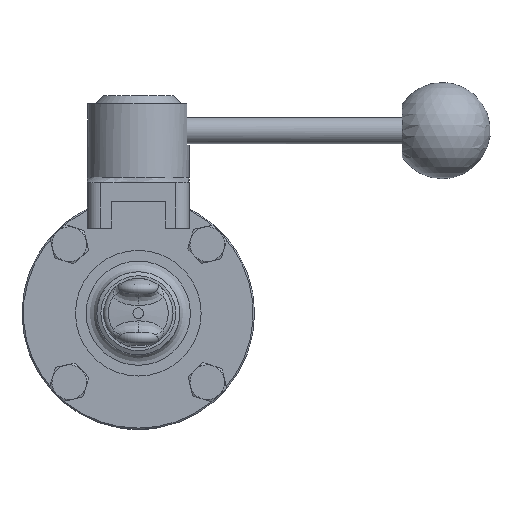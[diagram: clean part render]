
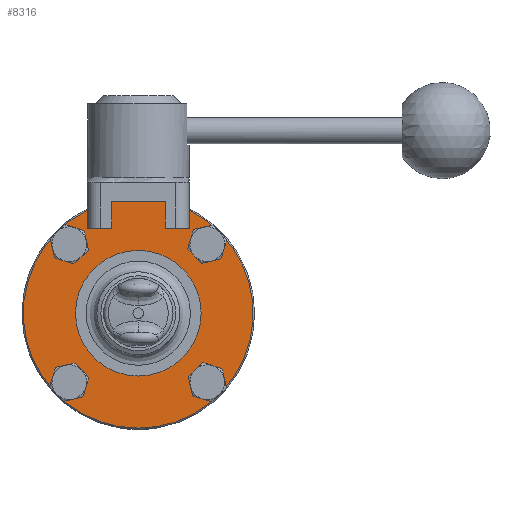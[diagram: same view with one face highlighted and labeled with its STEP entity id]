
A CAD part, left-side view. The second image highlights one B-rep face of the part: STEP entity #8316.
In plain terms, the highlighted planar face has unit normal (-1, 0, 0).
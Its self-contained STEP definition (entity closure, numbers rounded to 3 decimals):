
#698=CARTESIAN_POINT('',(-10.,-19.0,38.575));
#699=VERTEX_POINT('',#698);
#700=CARTESIAN_POINT('',(-10.,-10.088,41.8));
#701=VERTEX_POINT('',#700);
#1036=CARTESIAN_POINT('',(-10.,10.,41.8));
#1037=VERTEX_POINT('',#1036);
#1046=CARTESIAN_POINT('',(-10.,10.088,41.8));
#1047=VERTEX_POINT('',#1046);
#1048=CARTESIAN_POINT('',(-10.,10.088,41.8));
#1049=DIRECTION('',(0.0,-1.0,0.0));
#1050=VECTOR('',#1049,0.088);
#1051=LINE('',#1048,#1050);
#1052=EDGE_CURVE('',#1047,#1037,#1051,.T.);
#1136=CARTESIAN_POINT('',(-10.,-10.,41.8));
#1137=VERTEX_POINT('',#1136);
#1138=CARTESIAN_POINT('',(-10.,-10.,41.8));
#1139=DIRECTION('',(0.0,-1.0,0.0));
#1140=VECTOR('',#1139,0.088);
#1141=LINE('',#1138,#1140);
#1142=EDGE_CURVE('',#1137,#701,#1141,.T.);
#1317=CARTESIAN_POINT('',(-10.,-10.,31.8));
#1318=VERTEX_POINT('',#1317);
#1319=CARTESIAN_POINT('',(-10.,-10.,31.8));
#1320=DIRECTION('',(0.0,0.0,1.0));
#1321=VECTOR('',#1320,10.);
#1322=LINE('',#1319,#1321);
#1323=EDGE_CURVE('',#1318,#1137,#1322,.T.);
#1349=CARTESIAN_POINT('',(-10.0,10.0,31.8));
#1350=VERTEX_POINT('',#1349);
#1351=CARTESIAN_POINT('',(-10.,10.,41.8));
#1352=DIRECTION('',(0.0,0.0,-1.0));
#1353=VECTOR('',#1352,10.);
#1354=LINE('',#1351,#1353);
#1355=EDGE_CURVE('',#1037,#1350,#1354,.T.);
#1535=CARTESIAN_POINT('',(-10.,19.,38.575));
#1536=VERTEX_POINT('',#1535);
#1578=CARTESIAN_POINT('',(-10.,19.0,31.8));
#1579=VERTEX_POINT('',#1578);
#1586=CARTESIAN_POINT('',(-10.0,10.0,31.8));
#1587=DIRECTION('',(0.0,1.0,0.0));
#1588=VECTOR('',#1587,9.0);
#1589=LINE('',#1586,#1588);
#1590=EDGE_CURVE('',#1350,#1579,#1589,.T.);
#1634=CARTESIAN_POINT('',(-10.,19.0,31.8));
#1635=DIRECTION('',(0.0,0.0,1.0));
#1636=VECTOR('',#1635,6.775);
#1637=LINE('',#1634,#1636);
#1638=EDGE_CURVE('',#1579,#1536,#1637,.T.);
#1681=CARTESIAN_POINT('',(-10.,-19.0,31.8));
#1682=VERTEX_POINT('',#1681);
#1683=CARTESIAN_POINT('',(-10.,-19.0,31.8));
#1684=DIRECTION('',(0.0,1.0,0.0));
#1685=VECTOR('',#1684,9.);
#1686=LINE('',#1683,#1685);
#1687=EDGE_CURVE('',#1682,#1318,#1686,.T.);
#2224=CARTESIAN_POINT('',(-10.,-19.0,38.575));
#2225=DIRECTION('',(0.0,0.0,-1.0));
#2226=VECTOR('',#2225,6.775);
#2227=LINE('',#2224,#2226);
#2228=EDGE_CURVE('',#699,#1682,#2227,.T.);
#6948=CARTESIAN_POINT('',(-10.,27.483,-31.258));
#6949=VERTEX_POINT('',#6948);
#6950=CARTESIAN_POINT('',(-10.0,25.809,-25.809));
#6951=DIRECTION('',(1.0,0.0,0.0));
#6952=DIRECTION('',(0.0,0.294,-0.956));
#6953=AXIS2_PLACEMENT_3D('',#6950,#6951,#6952);
#6954=CIRCLE('',#6953,5.7);
#6955=EDGE_CURVE('',#6949,#6949,#6954,.T.);
#7808=CARTESIAN_POINT('',(-10.,-27.483,31.258));
#7809=VERTEX_POINT('',#7808);
#7810=CARTESIAN_POINT('',(-10.0,-25.809,25.809));
#7811=DIRECTION('',(1.0,0.0,0.0));
#7812=DIRECTION('',(0.0,-0.294,0.956));
#7813=AXIS2_PLACEMENT_3D('',#7810,#7811,#7812);
#7814=CIRCLE('',#7813,5.7);
#7815=EDGE_CURVE('',#7809,#7809,#7814,.T.);
#8230=CARTESIAN_POINT('',(-10.0,0.0,0.));
#8231=DIRECTION('',(-1.0,0.0,0.0));
#8232=DIRECTION('',(0.0,0.0,-1.0));
#8233=AXIS2_PLACEMENT_3D('',#8230,#8231,#8232);
#8234=CIRCLE('',#8233,43.);
#8235=EDGE_CURVE('',#1536,#699,#8234,.T.);
#8238=CARTESIAN_POINT('',(-10.0,0.0,0.));
#8239=DIRECTION('',(-1.0,0.0,0.0));
#8240=DIRECTION('',(0.0,0.0,-1.0));
#8241=AXIS2_PLACEMENT_3D('',#8238,#8239,#8240);
#8242=CIRCLE('',#8241,43.);
#8243=EDGE_CURVE('',#701,#1047,#8242,.T.);
#8260=CARTESIAN_POINT('',(-10.0,0.0,-33.25));
#8261=DIRECTION('',(-1.0,0.0,0.0));
#8262=DIRECTION('',(0.0,0.0,1.0));
#8263=AXIS2_PLACEMENT_3D('',#8260,#8261,#8262);
#8264=PLANE('',#8263);
#8265=ORIENTED_EDGE('',*,*,#1638,.T.);
#8266=ORIENTED_EDGE('',*,*,#8235,.T.);
#8267=ORIENTED_EDGE('',*,*,#2228,.T.);
#8268=ORIENTED_EDGE('',*,*,#1687,.T.);
#8269=ORIENTED_EDGE('',*,*,#1323,.T.);
#8270=ORIENTED_EDGE('',*,*,#1142,.T.);
#8271=ORIENTED_EDGE('',*,*,#8243,.T.);
#8272=ORIENTED_EDGE('',*,*,#1052,.T.);
#8273=ORIENTED_EDGE('',*,*,#1355,.T.);
#8274=ORIENTED_EDGE('',*,*,#1590,.T.);
#8275=EDGE_LOOP('',(#8265,#8266,#8267,#8268,#8269,#8270,#8271,#8272,#8273,#8274));
#8276=FACE_OUTER_BOUND('',#8275,.T.);
#8277=CARTESIAN_POINT('',(-10.,31.258,27.483));
#8278=VERTEX_POINT('',#8277);
#8279=CARTESIAN_POINT('',(-10.0,25.809,25.809));
#8280=DIRECTION('',(1.0,0.0,0.0));
#8281=DIRECTION('',(0.0,0.956,0.294));
#8282=AXIS2_PLACEMENT_3D('',#8279,#8280,#8281);
#8283=CIRCLE('',#8282,5.7);
#8284=EDGE_CURVE('',#8278,#8278,#8283,.T.);
#8285=ORIENTED_EDGE('',*,*,#8284,.T.);
#8286=EDGE_LOOP('',(#8285));
#8287=FACE_BOUND('',#8286,.T.);
#8288=ORIENTED_EDGE('',*,*,#6955,.T.);
#8289=EDGE_LOOP('',(#8288));
#8290=FACE_BOUND('',#8289,.T.);
#8291=CARTESIAN_POINT('',(-10.,-31.258,-27.483));
#8292=VERTEX_POINT('',#8291);
#8293=CARTESIAN_POINT('',(-10.0,-25.809,-25.809));
#8294=DIRECTION('',(1.0,0.0,0.0));
#8295=DIRECTION('',(0.0,-0.956,-0.294));
#8296=AXIS2_PLACEMENT_3D('',#8293,#8294,#8295);
#8297=CIRCLE('',#8296,5.7);
#8298=EDGE_CURVE('',#8292,#8292,#8297,.T.);
#8299=ORIENTED_EDGE('',*,*,#8298,.T.);
#8300=EDGE_LOOP('',(#8299));
#8301=FACE_BOUND('',#8300,.T.);
#8302=ORIENTED_EDGE('',*,*,#7815,.T.);
#8303=EDGE_LOOP('',(#8302));
#8304=FACE_BOUND('',#8303,.T.);
#8305=CARTESIAN_POINT('',(-10.,0.0,-23.5));
#8306=VERTEX_POINT('',#8305);
#8307=CARTESIAN_POINT('',(-10.,0.0,0.));
#8308=DIRECTION('',(-1.0,0.0,0.0));
#8309=DIRECTION('',(0.0,0.0,-1.0));
#8310=AXIS2_PLACEMENT_3D('',#8307,#8308,#8309);
#8311=CIRCLE('',#8310,23.5);
#8312=EDGE_CURVE('',#8306,#8306,#8311,.T.);
#8313=ORIENTED_EDGE('',*,*,#8312,.F.);
#8314=EDGE_LOOP('',(#8313));
#8315=FACE_BOUND('',#8314,.T.);
#8316=ADVANCED_FACE('',(#8276,#8287,#8290,#8301,#8304,#8315),#8264,.T.);
